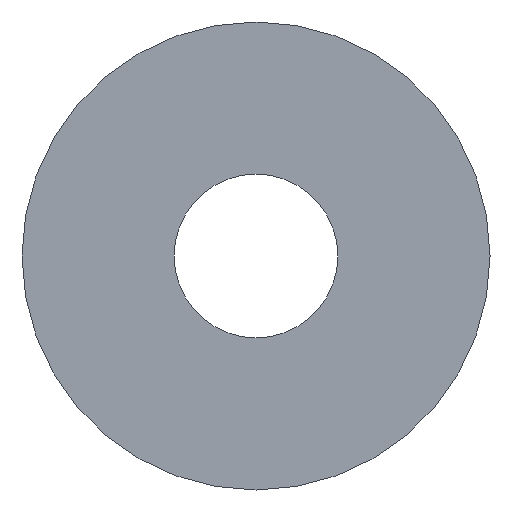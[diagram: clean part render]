
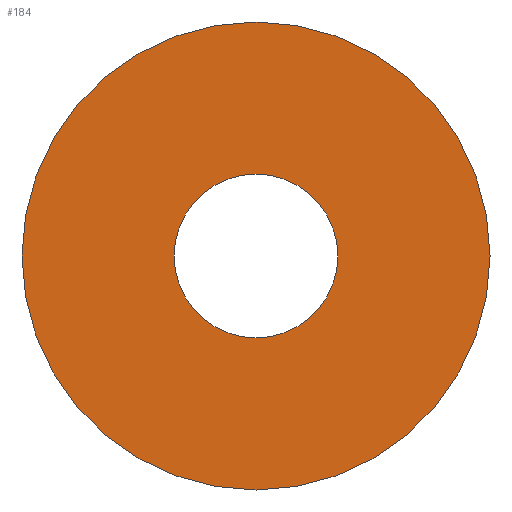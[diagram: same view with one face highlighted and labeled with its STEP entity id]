
A CAD part, left-side view. The second image highlights one B-rep face of the part: STEP entity #184.
In plain terms, the highlighted planar face has unit normal (-1, 0, 0).
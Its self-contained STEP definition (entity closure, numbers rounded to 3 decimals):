
#6 = DIRECTION ( 'NONE',  ( 1., 0., 0. ) ) ;
#8 = CARTESIAN_POINT ( 'NONE',  ( 0., 0., 0. ) ) ;
#13 = CIRCLE ( 'NONE', #17, 4.2 ) ;
#17 = AXIS2_PLACEMENT_3D ( 'NONE', #33, #185, #198 ) ;
#18 = CARTESIAN_POINT ( 'NONE',  ( 0., 0., -12. ) ) ;
#23 = VERTEX_POINT ( 'NONE', #79 ) ;
#24 = DIRECTION ( 'NONE',  ( 1., 0., 0. ) ) ;
#33 = CARTESIAN_POINT ( 'NONE',  ( 0., 0., 0. ) ) ;
#35 = ORIENTED_EDGE ( 'NONE', *, *, #118, .T. ) ;
#36 = DIRECTION ( 'NONE',  ( 0., 0., -1. ) ) ;
#37 = CARTESIAN_POINT ( 'NONE',  ( 0., 0., 0. ) ) ;
#40 = FACE_BOUND ( 'NONE', #112, .T. ) ;
#44 = EDGE_LOOP ( 'NONE', ( #195, #123 ) ) ;
#66 = AXIS2_PLACEMENT_3D ( 'NONE', #83, #6, #97 ) ;
#67 = PLANE ( 'NONE',  #99 ) ;
#72 = CIRCLE ( 'NONE', #163, 12. ) ;
#79 = CARTESIAN_POINT ( 'NONE',  ( 0., 0., 12. ) ) ;
#80 = VERTEX_POINT ( 'NONE', #18 ) ;
#82 = DIRECTION ( 'NONE',  ( 0., 0., -1. ) ) ;
#83 = CARTESIAN_POINT ( 'NONE',  ( 0., 0., 0. ) ) ;
#84 = VERTEX_POINT ( 'NONE', #186 ) ;
#86 = CIRCLE ( 'NONE', #66, 4.2 ) ;
#97 = DIRECTION ( 'NONE',  ( 0., 0., -1. ) ) ;
#99 = AXIS2_PLACEMENT_3D ( 'NONE', #119, #140, #200 ) ;
#112 = EDGE_LOOP ( 'NONE', ( #143, #35 ) ) ;
#117 = DIRECTION ( 'NONE',  ( 1., 0., 0. ) ) ;
#118 = EDGE_CURVE ( 'NONE', #197, #84, #13, .T. ) ;
#119 = CARTESIAN_POINT ( 'NONE',  ( 0., 0., 0. ) ) ;
#123 = ORIENTED_EDGE ( 'NONE', *, *, #194, .F. ) ;
#138 = CIRCLE ( 'NONE', #166, 12. ) ;
#140 = DIRECTION ( 'NONE',  ( -1., 0., 0. ) ) ;
#143 = ORIENTED_EDGE ( 'NONE', *, *, #159, .T. ) ;
#144 = EDGE_CURVE ( 'NONE', #80, #23, #138, .T. ) ;
#159 = EDGE_CURVE ( 'NONE', #84, #197, #86, .T. ) ;
#163 = AXIS2_PLACEMENT_3D ( 'NONE', #8, #117, #36 ) ;
#166 = AXIS2_PLACEMENT_3D ( 'NONE', #37, #24, #82 ) ;
#184 = ADVANCED_FACE ( 'NONE', ( #40, #211 ), #67, .T. ) ;
#185 = DIRECTION ( 'NONE',  ( 1., 0., 0. ) ) ;
#186 = CARTESIAN_POINT ( 'NONE',  ( 0., 0., -4.2 ) ) ;
#194 = EDGE_CURVE ( 'NONE', #23, #80, #72, .T. ) ;
#195 = ORIENTED_EDGE ( 'NONE', *, *, #144, .F. ) ;
#197 = VERTEX_POINT ( 'NONE', #203 ) ;
#198 = DIRECTION ( 'NONE',  ( 0., 0., -1. ) ) ;
#200 = DIRECTION ( 'NONE',  ( 0., 0., 1. ) ) ;
#203 = CARTESIAN_POINT ( 'NONE',  ( 0., 0., 4.2 ) ) ;
#211 = FACE_OUTER_BOUND ( 'NONE', #44, .T. ) ;
